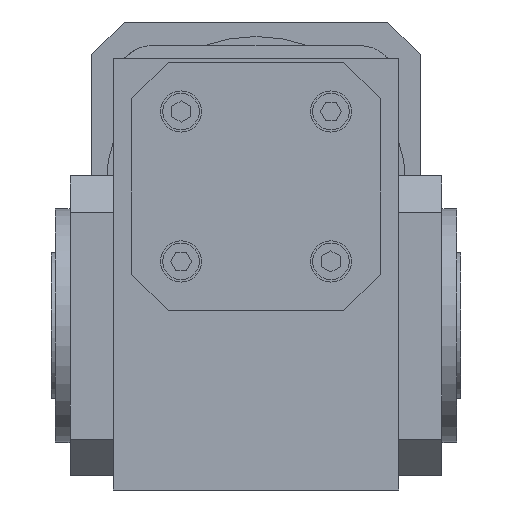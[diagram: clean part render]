
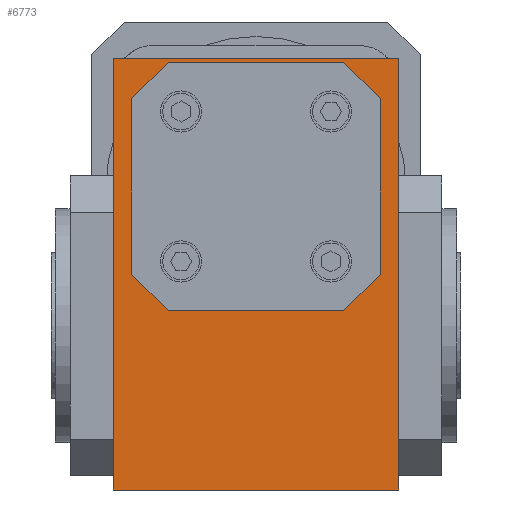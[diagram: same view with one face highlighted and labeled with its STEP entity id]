
A CAD part, left-side view. The second image highlights one B-rep face of the part: STEP entity #6773.
In plain terms, the highlighted planar face has unit normal (-1, 0, 0).
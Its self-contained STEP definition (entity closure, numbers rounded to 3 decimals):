
#199=LINE('',#9225,#662);
#200=LINE('',#9228,#663);
#201=LINE('',#9230,#664);
#202=LINE('',#9232,#665);
#662=VECTOR('',#7680,1000.);
#663=VECTOR('',#7681,1000.);
#664=VECTOR('',#7682,1000.);
#665=VECTOR('',#7683,1000.);
#1125=ORIENTED_EDGE('',*,*,#2465,.T.);
#1126=ORIENTED_EDGE('',*,*,#2466,.T.);
#1127=ORIENTED_EDGE('',*,*,#2467,.T.);
#1128=ORIENTED_EDGE('',*,*,#2468,.T.);
#1129=ORIENTED_EDGE('',*,*,#2469,.T.);
#1130=ORIENTED_EDGE('',*,*,#2470,.T.);
#2465=EDGE_CURVE('',#3135,#3135,#3641,.T.);
#2466=EDGE_CURVE('',#3136,#3137,#199,.T.);
#2467=EDGE_CURVE('',#3137,#3138,#200,.T.);
#2468=EDGE_CURVE('',#3138,#3139,#201,.T.);
#2469=EDGE_CURVE('',#3139,#3136,#202,.T.);
#2470=EDGE_CURVE('',#3140,#3140,#3642,.T.);
#3135=VERTEX_POINT('',#9224);
#3136=VERTEX_POINT('',#9226);
#3137=VERTEX_POINT('',#9227);
#3138=VERTEX_POINT('',#9229);
#3139=VERTEX_POINT('',#9231);
#3140=VERTEX_POINT('',#9234);
#3641=CIRCLE('',#7134,3.);
#3642=CIRCLE('',#7135,20.);
#3840=EDGE_LOOP('',(#1125));
#3841=EDGE_LOOP('',(#1126,#1127,#1128,#1129));
#3842=EDGE_LOOP('',(#1130));
#4340=FACE_BOUND('',#3840,.T.);
#4341=FACE_BOUND('',#3841,.T.);
#4342=FACE_BOUND('',#3842,.T.);
#4854=PLANE('',#7133);
#6773=ADVANCED_FACE('',(#4340,#4341,#4342),#4854,.T.);
#7133=AXIS2_PLACEMENT_3D('',#9222,#7676,#7677);
#7134=AXIS2_PLACEMENT_3D('',#9223,#7678,#7679);
#7135=AXIS2_PLACEMENT_3D('',#9233,#7684,#7685);
#7676=DIRECTION('',(-1.,0.,0.));
#7677=DIRECTION('',(0.,-1.,0.));
#7678=DIRECTION('',(1.,0.,0.));
#7679=DIRECTION('',(0.,-1.,0.));
#7680=DIRECTION('',(0.,0.,1.));
#7681=DIRECTION('',(0.,1.,0.));
#7682=DIRECTION('',(0.,0.,-1.));
#7683=DIRECTION('',(0.,-1.,0.));
#7684=DIRECTION('',(1.,0.,0.));
#7685=DIRECTION('',(0.,-1.,0.));
#9222=CARTESIAN_POINT('',(-50.5,-39.,34.935));
#9223=CARTESIAN_POINT('',(-50.5,20.506,20.506));
#9224=CARTESIAN_POINT('',(-50.5,17.506,20.506));
#9225=CARTESIAN_POINT('',(-50.5,-39.,-83.035));
#9226=CARTESIAN_POINT('',(-50.5,-39.,-83.035));
#9227=CARTESIAN_POINT('',(-50.5,-39.,34.935));
#9228=CARTESIAN_POINT('',(-50.5,-39.,34.935));
#9229=CARTESIAN_POINT('',(-50.5,39.,34.935));
#9230=CARTESIAN_POINT('',(-50.5,39.,34.935));
#9231=CARTESIAN_POINT('',(-50.5,39.,-83.035));
#9232=CARTESIAN_POINT('',(-50.5,39.,-83.035));
#9233=CARTESIAN_POINT('',(-50.5,0.,0.));
#9234=CARTESIAN_POINT('',(-50.5,-20.,0.));
